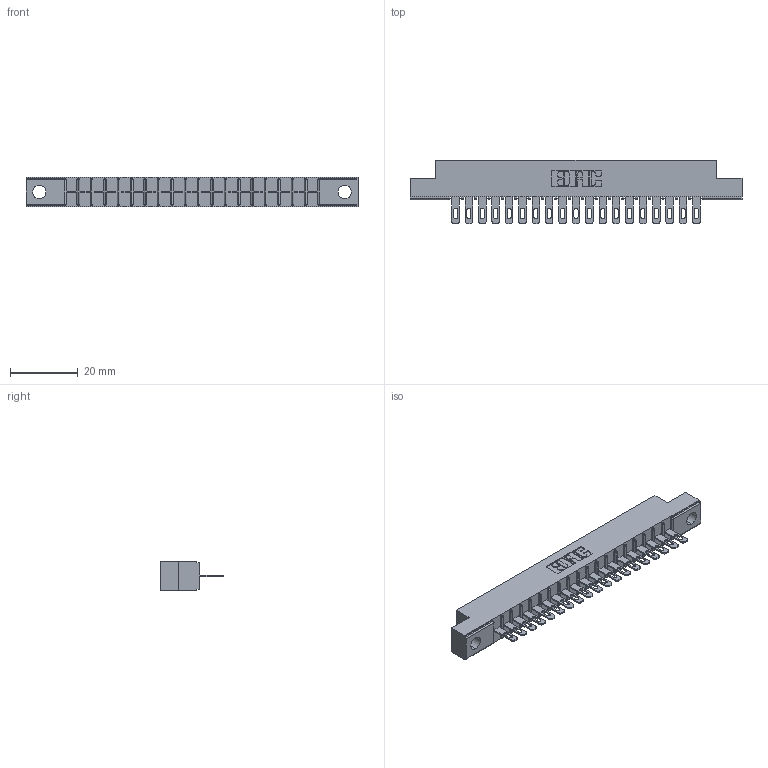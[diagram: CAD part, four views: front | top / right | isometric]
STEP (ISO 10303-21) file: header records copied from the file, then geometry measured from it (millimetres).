
FILE_DESCRIPTION (( 'STEP AP203' ), '1' );
FILE_NAME ('306-019-500-104.STEP', '2019-09-11T20:28:49', ( '' ), ( '' ), 'SwSTEP 2.0', 'SolidWorks 2016', '' );
FILE_SCHEMA (( 'CONFIG_CONTROL_DESIGN' ));
Length unit declared in the file: inch
Products named in the file (3): 306-019-500-104; 306-290-001_100; 306 Part_.156 Dia
Assembly tree (20 placements, depth 2):
  306-019-500-104
    306 Part_.156 Dia
    306-290-001_100  x19
Bounding box: 98.3 x 18.87 x 8.71 mm (x, y, z)
Volume: 6660.7 mm3; surface area: 9928 mm2
Topology: 20 solids, 20 shells, 1574 faces, 4437 edges, 2854 vertices
Faces by surface type: plane 1032, cylinder 466, sphere 76
Entity records: 21280 total; most frequent: CARTESIAN_POINT 3574, ORIENTED_EDGE 3538, DIRECTION 3519, EDGE_CURVE 1769, LINE 1377, VECTOR 1377, VERTEX_POINT 1126, AXIS2_PLACEMENT_3D 1071
